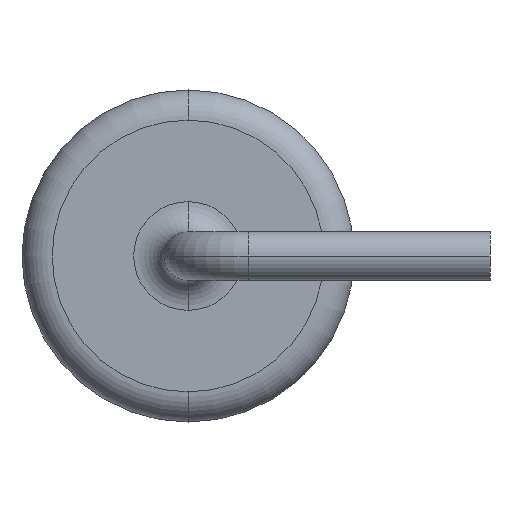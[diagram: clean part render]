
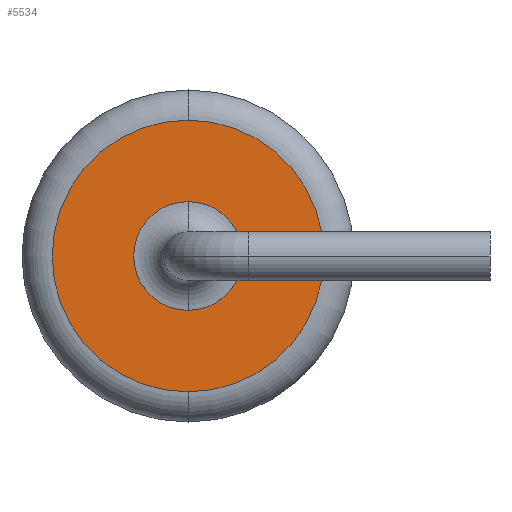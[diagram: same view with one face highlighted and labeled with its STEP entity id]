
A CAD part, left-side view. The second image highlights one B-rep face of the part: STEP entity #5534.
In plain terms, the highlighted planar face has unit normal (-1, 0, 0).
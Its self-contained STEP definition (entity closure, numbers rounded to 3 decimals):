
#83 = AXIS2_PLACEMENT_3D ( 'NONE', #5998, #5951, #1551 ) ;
#153 = DIRECTION ( 'NONE',  ( 0., 0., -1. ) ) ;
#259 = VERTEX_POINT ( 'NONE', #7136 ) ;
#573 = VERTEX_POINT ( 'NONE', #4411 ) ;
#656 = FACE_OUTER_BOUND ( 'NONE', #7782, .T. ) ;
#869 = CIRCLE ( 'NONE', #3121, 2.25 ) ;
#1149 = DIRECTION ( 'NONE',  ( 0., 0., -1. ) ) ;
#1186 = CIRCLE ( 'NONE', #83, 0.9 ) ;
#1328 = DIRECTION ( 'NONE',  ( -1., 0., 0. ) ) ;
#1551 = DIRECTION ( 'NONE',  ( 0., 0., -1. ) ) ;
#1772 = DIRECTION ( 'NONE',  ( 1., 0., 0. ) ) ;
#2173 = DIRECTION ( 'NONE',  ( 1., 0., 0. ) ) ;
#2379 = ORIENTED_EDGE ( 'NONE', *, *, #7356, .T. ) ;
#2740 = CARTESIAN_POINT ( 'NONE',  ( -8., 0., 0. ) ) ;
#3121 = AXIS2_PLACEMENT_3D ( 'NONE', #7765, #4634, #153 ) ;
#3191 = CARTESIAN_POINT ( 'NONE',  ( -8., 0., 0.9 ) ) ;
#3218 = EDGE_CURVE ( 'NONE', #259, #6952, #3667, .T. ) ;
#3574 = CARTESIAN_POINT ( 'NONE',  ( -8., 2.75, 0. ) ) ;
#3667 = CIRCLE ( 'NONE', #5260, 0.9 ) ;
#4026 = CARTESIAN_POINT ( 'NONE',  ( -8., 0., 0. ) ) ;
#4109 = CIRCLE ( 'NONE', #8250, 2.25 ) ;
#4411 = CARTESIAN_POINT ( 'NONE',  ( -8., 0., 2.25 ) ) ;
#4482 = FACE_BOUND ( 'NONE', #7744, .T. ) ;
#4611 = EDGE_CURVE ( 'NONE', #8743, #573, #4109, .T. ) ;
#4634 = DIRECTION ( 'NONE',  ( -1., 0., 0. ) ) ;
#5002 = DIRECTION ( 'NONE',  ( 0., 0., -1. ) ) ;
#5260 = AXIS2_PLACEMENT_3D ( 'NONE', #4026, #1772, #1149 ) ;
#5534 = ADVANCED_FACE ( 'NONE', ( #4482, #656 ), #6770, .F. ) ;
#5669 = CARTESIAN_POINT ( 'NONE',  ( -8., 0., -2.25 ) ) ;
#5817 = EDGE_CURVE ( 'NONE', #6952, #259, #1186, .T. ) ;
#5914 = ORIENTED_EDGE ( 'NONE', *, *, #3218, .T. ) ;
#5951 = DIRECTION ( 'NONE',  ( 1., 0., 0. ) ) ;
#5998 = CARTESIAN_POINT ( 'NONE',  ( -8., 0., 0. ) ) ;
#6604 = ORIENTED_EDGE ( 'NONE', *, *, #4611, .T. ) ;
#6623 = DIRECTION ( 'NONE',  ( 0., 0., -1. ) ) ;
#6770 = PLANE ( 'NONE',  #7595 ) ;
#6952 = VERTEX_POINT ( 'NONE', #3191 ) ;
#7136 = CARTESIAN_POINT ( 'NONE',  ( -8., 0., -0.9 ) ) ;
#7356 = EDGE_CURVE ( 'NONE', #573, #8743, #869, .T. ) ;
#7496 = ORIENTED_EDGE ( 'NONE', *, *, #5817, .T. ) ;
#7595 = AXIS2_PLACEMENT_3D ( 'NONE', #3574, #2173, #6623 ) ;
#7744 = EDGE_LOOP ( 'NONE', ( #5914, #7496 ) ) ;
#7765 = CARTESIAN_POINT ( 'NONE',  ( -8., 0., 0. ) ) ;
#7782 = EDGE_LOOP ( 'NONE', ( #6604, #2379 ) ) ;
#8250 = AXIS2_PLACEMENT_3D ( 'NONE', #2740, #1328, #5002 ) ;
#8743 = VERTEX_POINT ( 'NONE', #5669 ) ;
